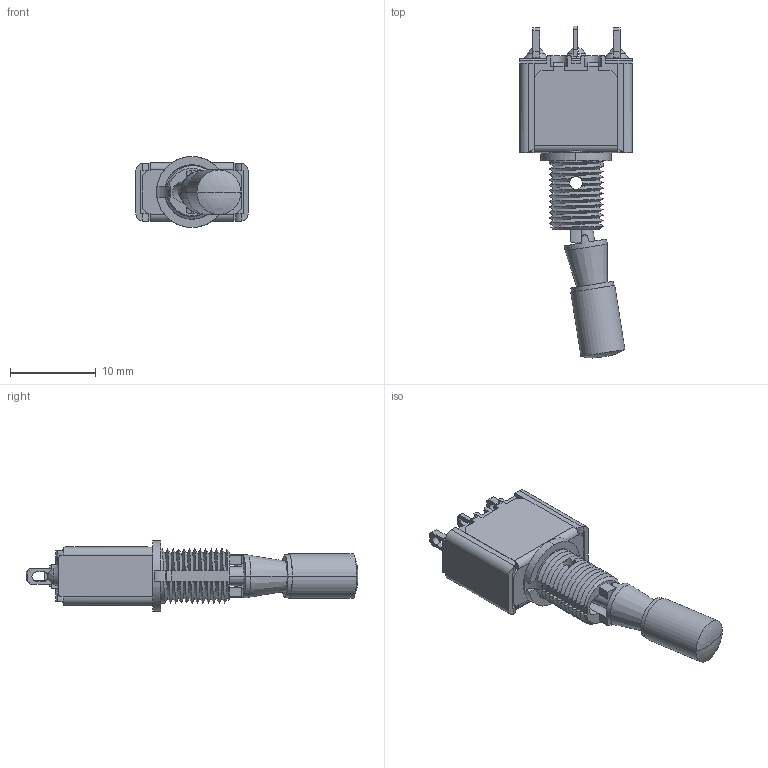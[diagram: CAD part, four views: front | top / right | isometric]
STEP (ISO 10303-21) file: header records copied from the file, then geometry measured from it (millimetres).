
FILE_DESCRIPTION((''),'2;1');
FILE_NAME('5636_B-2V','2012-06-08T',('francis'),(''),'PRO/ENGINEER BY PARAMETRIC TECHNOLOGY CORPORATION, 2011250','PRO/ENGINEER BY PARAMETRIC TECHNOLOGY CORPORATION, 2011250','');
FILE_SCHEMA(('CONFIG_CONTROL_DESIGN'));
Length unit declared in the file: millimetre
Products named in the file (1): 5636_B-2V
Bounding box: 13.2 x 38.82 x 8.29 mm (x, y, z)
Volume: 886.7 mm3; surface area: 2514.7 mm2
Topology: 3 solids, 4 shells, 613 faces, 1710 edges, 1065 vertices
Faces by surface type: plane 338, cylinder 149, bspline 84, cone 18, torus 14, sphere 10
Entity records: 37683 total; most frequent: CARTESIAN_POINT 22802, ORIENTED_EDGE 3412, DIRECTION 2644, EDGE_CURVE 1706, VERTEX_POINT 1065, VECTOR 996, LINE 996, AXIS2_PLACEMENT_3D 824
